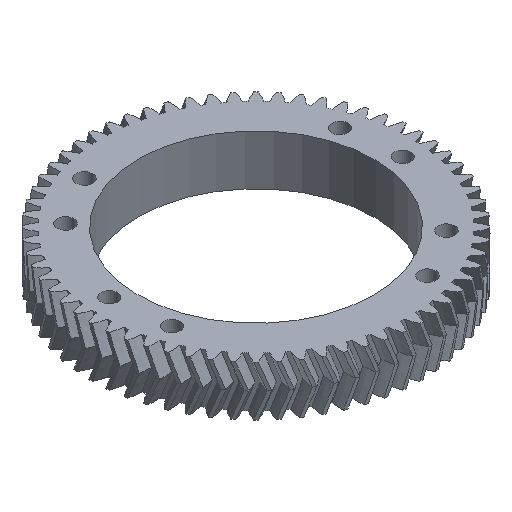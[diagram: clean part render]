
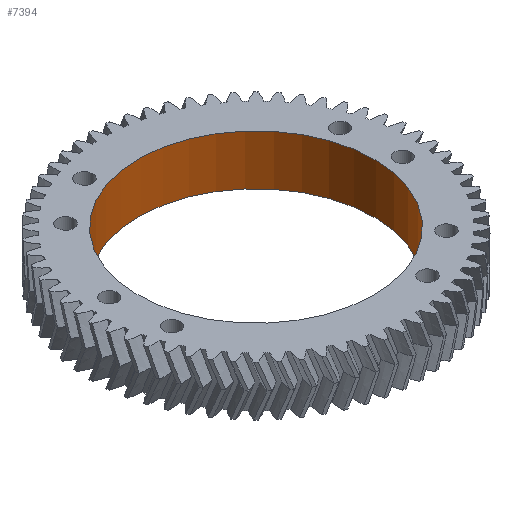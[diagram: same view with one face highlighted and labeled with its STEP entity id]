
A CAD part, isometric view. The second image highlights one B-rep face of the part: STEP entity #7394.
In plain terms, the highlighted cylindrical face has radius 46.99 mm (diameter 93.98 mm), a full revolution.
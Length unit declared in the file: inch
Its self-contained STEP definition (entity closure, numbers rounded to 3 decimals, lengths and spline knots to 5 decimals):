
#1322=FACE_OUTER_BOUND('',#1781,.T.);
#1781=EDGE_LOOP('',(#4847,#4848,#4849,#4850));
#2258=LINE('',#9534,#2459);
#2459=VECTOR('',#8382,1.85);
#2664=CIRCLE('',#7884,1.85);
#2665=CIRCLE('',#7885,1.85);
#2810=VERTEX_POINT('',#9531);
#2811=VERTEX_POINT('',#9533);
#3600=EDGE_CURVE('',#2810,#2810,#2664,.T.);
#3601=EDGE_CURVE('',#2810,#2811,#2258,.T.);
#3602=EDGE_CURVE('',#2811,#2811,#2665,.T.);
#4847=ORIENTED_EDGE('',*,*,#3600,.F.);
#4848=ORIENTED_EDGE('',*,*,#3601,.T.);
#4849=ORIENTED_EDGE('',*,*,#3602,.F.);
#4850=ORIENTED_EDGE('',*,*,#3601,.F.);
#7321=CYLINDRICAL_SURFACE('',#7883,1.85);
#7394=ADVANCED_FACE('',(#1322),#7321,.F.);
#7883=AXIS2_PLACEMENT_3D('',#9530,#8378,#8379);
#7884=AXIS2_PLACEMENT_3D('',#9532,#8380,#8381);
#7885=AXIS2_PLACEMENT_3D('',#9535,#8383,#8384);
#8378=DIRECTION('center_axis',(0.,0.,-1.));
#8379=DIRECTION('ref_axis',(0.946,0.324,0.));
#8380=DIRECTION('center_axis',(0.,0.,-1.));
#8381=DIRECTION('ref_axis',(0.946,0.324,0.));
#8382=DIRECTION('',(0.,0.,-1.));
#8383=DIRECTION('center_axis',(0.,0.,1.));
#8384=DIRECTION('ref_axis',(0.946,0.324,0.));
#9530=CARTESIAN_POINT('Origin',(0.,0.,0.7874));
#9531=CARTESIAN_POINT('',(-1.75043,-0.59873,0.7874));
#9532=CARTESIAN_POINT('Origin',(0.,0.,0.7874));
#9533=CARTESIAN_POINT('',(-1.75043,-0.59873,0.));
#9534=CARTESIAN_POINT('',(-1.75043,-0.59873,0.7874));
#9535=CARTESIAN_POINT('Origin',(0.,0.,0.));
